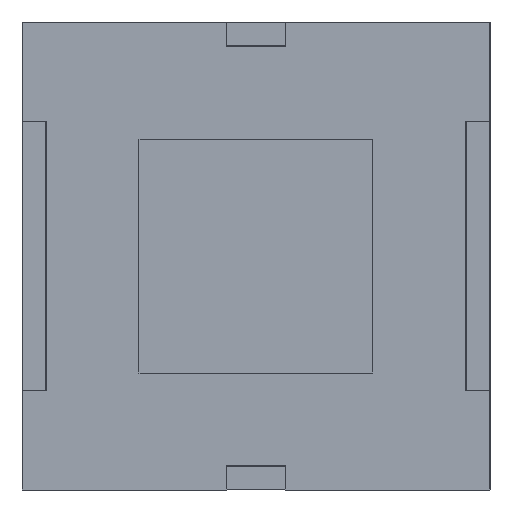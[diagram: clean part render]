
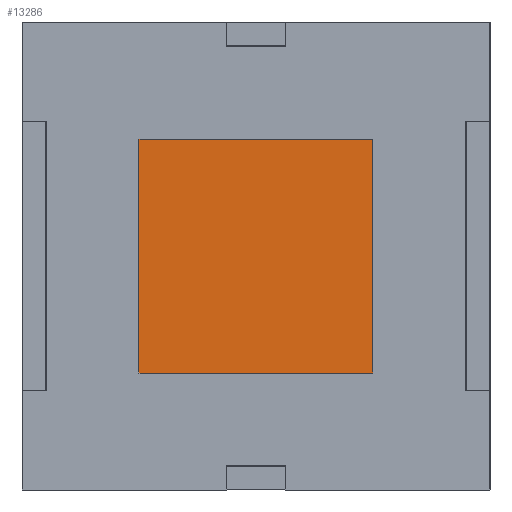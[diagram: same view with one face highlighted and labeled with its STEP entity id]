
A CAD part, front view. The second image highlights one B-rep face of the part: STEP entity #13286.
In plain terms, the highlighted planar face has unit normal (0, 1, 0).
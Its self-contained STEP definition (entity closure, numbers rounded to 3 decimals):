
#657 = AXIS2_PLACEMENT_3D ( 'NONE', #12328, #2181, #16375 ) ;
#937 = DIRECTION ( 'NONE',  ( -1., 0., 0. ) ) ;
#1157 = VERTEX_POINT ( 'NONE', #3340 ) ;
#1336 = VECTOR ( 'NONE', #15853, 1000. ) ;
#1437 = DIRECTION ( 'NONE',  ( -0.707, 0., -0.707 ) ) ;
#1914 = VECTOR ( 'NONE', #24195, 1000. ) ;
#1932 = VERTEX_POINT ( 'NONE', #24681 ) ;
#2181 = DIRECTION ( 'NONE',  ( 0., 1., 0. ) ) ;
#2246 = DIRECTION ( 'NONE',  ( 0., 0., -1. ) ) ;
#2260 = EDGE_LOOP ( 'NONE', ( #14160 ) ) ;
#2607 = CARTESIAN_POINT ( 'NONE',  ( -269.876, 1044., 294. ) ) ;
#2719 = FACE_BOUND ( 'NONE', #2260, .T. ) ;
#2731 = DIRECTION ( 'NONE',  ( 0., 1., 0. ) ) ;
#3340 = CARTESIAN_POINT ( 'NONE',  ( 312.624, 1044., -263. ) ) ;
#4421 = LINE ( 'NONE', #20368, #12390 ) ;
#4786 = CARTESIAN_POINT ( 'NONE',  ( -269.876, 1044., -294. ) ) ;
#4813 = LINE ( 'NONE', #26209, #1914 ) ;
#6260 = AXIS2_PLACEMENT_3D ( 'NONE', #14882, #2731, #25273 ) ;
#7220 = VECTOR ( 'NONE', #2246, 1000. ) ;
#7502 = EDGE_CURVE ( 'NONE', #8662, #15169, #8614, .T. ) ;
#7508 = EDGE_CURVE ( 'NONE', #1157, #16599, #19447, .T. ) ;
#7515 = CARTESIAN_POINT ( 'NONE',  ( -313.376, 1044., 313. ) ) ;
#7711 = EDGE_LOOP ( 'NONE', ( #26352, #19602, #23451, #15740, #16076, #9971 ) ) ;
#7945 = CARTESIAN_POINT ( 'NONE',  ( 312.624, 1044., 263. ) ) ;
#8614 = LINE ( 'NONE', #7515, #12451 ) ;
#8662 = VERTEX_POINT ( 'NONE', #15170 ) ;
#9971 = ORIENTED_EDGE ( 'NONE', *, *, #10731, .T. ) ;
#10731 = EDGE_CURVE ( 'NONE', #1932, #23718, #4813, .T. ) ;
#10880 = CIRCLE ( 'NONE', #657, 18.5 ) ;
#10914 = DIRECTION ( 'NONE',  ( 0., -1., 0. ) ) ;
#11031 = AXIS2_PLACEMENT_3D ( 'NONE', #14949, #10914, #937 ) ;
#11203 = VERTEX_POINT ( 'NONE', #2607 ) ;
#11633 = FACE_BOUND ( 'NONE', #18817, .T. ) ;
#11671 = LINE ( 'NONE', #12671, #7220 ) ;
#12328 = CARTESIAN_POINT ( 'NONE',  ( -288.376, 1044., -294. ) ) ;
#12390 = VECTOR ( 'NONE', #22589, 1000. ) ;
#12451 = VECTOR ( 'NONE', #17596, 1000. ) ;
#12492 = EDGE_CURVE ( 'NONE', #11203, #11203, #18326, .T. ) ;
#12671 = CARTESIAN_POINT ( 'NONE',  ( 312.624, 1044., 313. ) ) ;
#13129 = PLANE ( 'NONE',  #11031 ) ;
#13286 = ADVANCED_FACE ( 'NONE', ( #2719, #11633, #13541 ), #13129, .F. ) ;
#13541 = FACE_OUTER_BOUND ( 'NONE', #7711, .T. ) ;
#13821 = CARTESIAN_POINT ( 'NONE',  ( -313.376, 1044., 313. ) ) ;
#14160 = ORIENTED_EDGE ( 'NONE', *, *, #12492, .F. ) ;
#14344 = LINE ( 'NONE', #13821, #1336 ) ;
#14637 = VERTEX_POINT ( 'NONE', #4786 ) ;
#14882 = CARTESIAN_POINT ( 'NONE',  ( -288.376, 1044., 294. ) ) ;
#14949 = CARTESIAN_POINT ( 'NONE',  ( 97.274, 1044., 50.866 ) ) ;
#15169 = VERTEX_POINT ( 'NONE', #16085 ) ;
#15170 = CARTESIAN_POINT ( 'NONE',  ( -313.376, 1044., -313. ) ) ;
#15632 = EDGE_CURVE ( 'NONE', #16599, #8662, #4421, .T. ) ;
#15639 = CARTESIAN_POINT ( 'NONE',  ( 262.624, 1044., -313. ) ) ;
#15740 = ORIENTED_EDGE ( 'NONE', *, *, #7502, .T. ) ;
#15853 = DIRECTION ( 'NONE',  ( 1., 0., 0. ) ) ;
#16076 = ORIENTED_EDGE ( 'NONE', *, *, #20003, .T. ) ;
#16085 = CARTESIAN_POINT ( 'NONE',  ( -313.376, 1044., 313. ) ) ;
#16252 = VECTOR ( 'NONE', #1437, 1000. ) ;
#16375 = DIRECTION ( 'NONE',  ( 1., 0., 0. ) ) ;
#16599 = VERTEX_POINT ( 'NONE', #17884 ) ;
#17596 = DIRECTION ( 'NONE',  ( 0., 0., 1. ) ) ;
#17884 = CARTESIAN_POINT ( 'NONE',  ( 262.624, 1044., -313. ) ) ;
#18326 = CIRCLE ( 'NONE', #6260, 18.5 ) ;
#18817 = EDGE_LOOP ( 'NONE', ( #24497 ) ) ;
#19447 = LINE ( 'NONE', #15639, #16252 ) ;
#19602 = ORIENTED_EDGE ( 'NONE', *, *, #7508, .T. ) ;
#20003 = EDGE_CURVE ( 'NONE', #15169, #1932, #14344, .T. ) ;
#20165 = EDGE_CURVE ( 'NONE', #14637, #14637, #10880, .T. ) ;
#20368 = CARTESIAN_POINT ( 'NONE',  ( -313.376, 1044., -313. ) ) ;
#22589 = DIRECTION ( 'NONE',  ( -1., 0., 0. ) ) ;
#23451 = ORIENTED_EDGE ( 'NONE', *, *, #15632, .T. ) ;
#23718 = VERTEX_POINT ( 'NONE', #7945 ) ;
#24195 = DIRECTION ( 'NONE',  ( 0.707, 0., -0.707 ) ) ;
#24497 = ORIENTED_EDGE ( 'NONE', *, *, #20165, .F. ) ;
#24681 = CARTESIAN_POINT ( 'NONE',  ( 262.624, 1044., 313. ) ) ;
#24833 = EDGE_CURVE ( 'NONE', #23718, #1157, #11671, .T. ) ;
#25273 = DIRECTION ( 'NONE',  ( 1., 0., 0. ) ) ;
#26209 = CARTESIAN_POINT ( 'NONE',  ( 312.624, 1044., 263. ) ) ;
#26352 = ORIENTED_EDGE ( 'NONE', *, *, #24833, .T. ) ;
